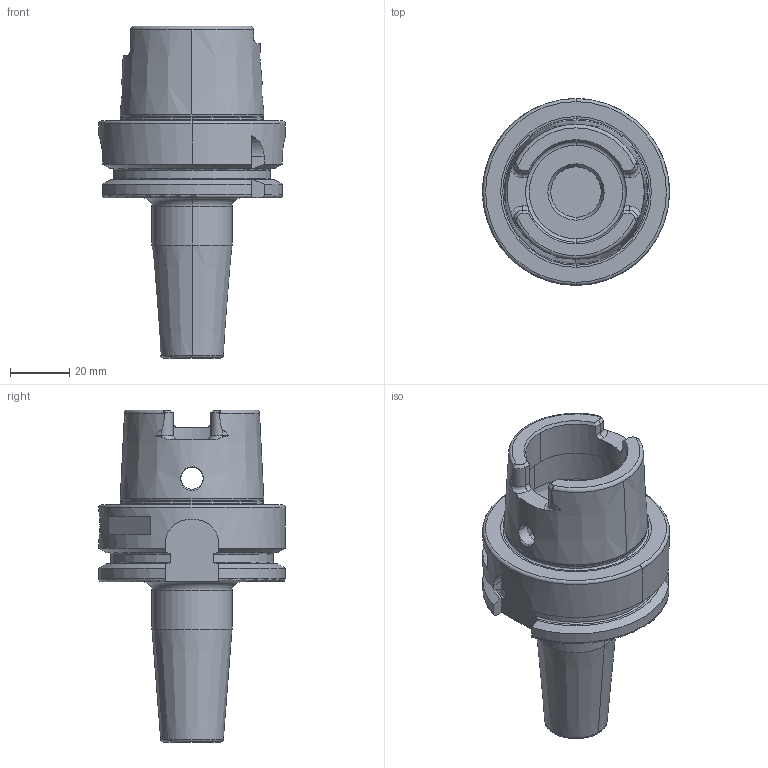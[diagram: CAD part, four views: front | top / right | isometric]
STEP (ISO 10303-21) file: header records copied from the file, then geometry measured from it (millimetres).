
FILE_DESCRIPTION((''),'2;1');
FILE_NAME('A63_70_08','2020-08-03T',('103090'),(''),'CREO PARAMETRIC BY PTC INC, 2016260','CREO PARAMETRIC BY PTC INC, 2016260','');
FILE_SCHEMA(('CONFIG_CONTROL_DESIGN'));
Length unit declared in the file: millimetre
Products named in the file (1): A63_70_08
Bounding box: 63 x 63 x 112 mm (x, y, z)
Volume: 105750 mm3; surface area: 27285.5 mm2
Topology: 1 solids, 1 shells, 172 faces, 432 edges, 267 vertices
Faces by surface type: plane 56, cylinder 47, cone 36, torus 33
Entity records: 5827 total; most frequent: CARTESIAN_POINT 1718, ORIENTED_EDGE 860, DIRECTION 859, EDGE_CURVE 430, AXIS2_PLACEMENT_3D 352, VERTEX_POINT 267, EDGE_LOOP 183, CIRCLE 177
